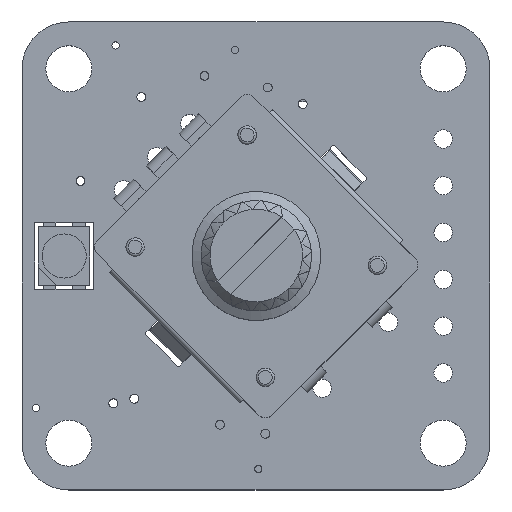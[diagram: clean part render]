
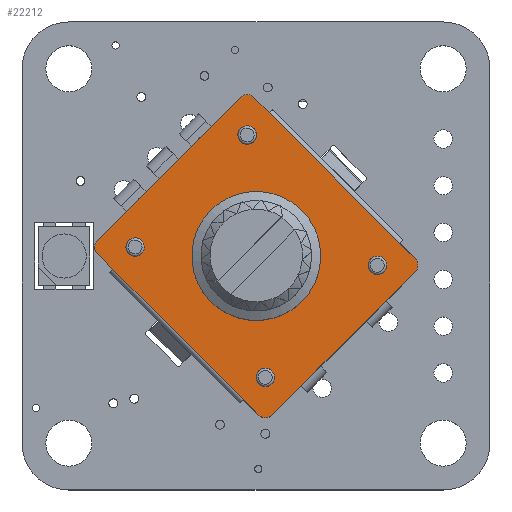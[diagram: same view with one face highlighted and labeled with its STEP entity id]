
A CAD part, top view. The second image highlights one B-rep face of the part: STEP entity #22212.
In plain terms, the highlighted planar face has unit normal (0, 0, 1).
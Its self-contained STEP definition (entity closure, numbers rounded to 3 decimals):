
#366=FACE_BOUND('',#3010,.T.);
#367=FACE_BOUND('',#3011,.T.);
#368=FACE_BOUND('',#3012,.T.);
#369=FACE_BOUND('',#3013,.T.);
#370=FACE_BOUND('',#3014,.T.);
#746=PLANE('',#23787);
#1749=FACE_OUTER_BOUND('',#3009,.T.);
#3009=EDGE_LOOP('',(#17153,#17154,#17155,#17156,#17157,#17158,#17159,#17160,
#17161,#17162,#17163,#17164));
#3010=EDGE_LOOP('',(#17165));
#3011=EDGE_LOOP('',(#17166));
#3012=EDGE_LOOP('',(#17167));
#3013=EDGE_LOOP('',(#17168));
#3014=EDGE_LOOP('',(#17169));
#4490=LINE('',#32679,#7035);
#4494=LINE('',#32686,#7039);
#4872=LINE('',#33594,#7417);
#4873=LINE('',#33599,#7418);
#4874=LINE('',#33602,#7419);
#4875=LINE('',#33603,#7420);
#4876=LINE('',#33605,#7421);
#4877=LINE('',#33609,#7422);
#7035=VECTOR('',#26589,1.2);
#7039=VECTOR('',#26595,1.2);
#7417=VECTOR('',#27377,10.);
#7418=VECTOR('',#27382,11.);
#7419=VECTOR('',#27385,1.2);
#7420=VECTOR('',#27386,10.);
#7421=VECTOR('',#27387,1.2);
#7422=VECTOR('',#27390,11.);
#9063=CIRCLE('',#23788,0.5);
#9064=CIRCLE('',#23789,0.5);
#9065=CIRCLE('',#23790,0.5);
#9066=CIRCLE('',#23791,0.5);
#9067=CIRCLE('',#23792,3.5);
#9068=CIRCLE('',#23793,0.5);
#9069=CIRCLE('',#23794,0.5);
#9070=CIRCLE('',#23795,0.5);
#9071=CIRCLE('',#23796,0.5);
#9953=VERTEX_POINT('',#32676);
#9954=VERTEX_POINT('',#32678);
#9955=VERTEX_POINT('',#32682);
#9956=VERTEX_POINT('',#32684);
#9961=VERTEX_POINT('',#32700);
#10284=VERTEX_POINT('',#33589);
#10285=VERTEX_POINT('',#33596);
#10286=VERTEX_POINT('',#33598);
#10287=VERTEX_POINT('',#33600);
#10288=VERTEX_POINT('',#33604);
#10289=VERTEX_POINT('',#33606);
#10290=VERTEX_POINT('',#33608);
#10291=VERTEX_POINT('',#33611);
#10292=VERTEX_POINT('',#33613);
#10293=VERTEX_POINT('',#33615);
#10294=VERTEX_POINT('',#33617);
#10295=VERTEX_POINT('',#33619);
#12313=EDGE_CURVE('',#9954,#9953,#4490,.T.);
#12317=EDGE_CURVE('',#9955,#9956,#4494,.T.);
#12775=EDGE_CURVE('',#9953,#9955,#4872,.T.);
#12776=EDGE_CURVE('',#9956,#10285,#9063,.T.);
#12777=EDGE_CURVE('',#10285,#10286,#4873,.T.);
#12778=EDGE_CURVE('',#10286,#10287,#9064,.T.);
#12779=EDGE_CURVE('',#10287,#10284,#4874,.T.);
#12780=EDGE_CURVE('',#9961,#10284,#4875,.T.);
#12781=EDGE_CURVE('',#9961,#10288,#4876,.T.);
#12782=EDGE_CURVE('',#10288,#10289,#9065,.T.);
#12783=EDGE_CURVE('',#10289,#10290,#4877,.T.);
#12784=EDGE_CURVE('',#10290,#9954,#9066,.T.);
#12785=EDGE_CURVE('',#10291,#10291,#9067,.T.);
#12786=EDGE_CURVE('',#10292,#10292,#9068,.T.);
#12787=EDGE_CURVE('',#10293,#10293,#9069,.T.);
#12788=EDGE_CURVE('',#10294,#10294,#9070,.T.);
#12789=EDGE_CURVE('',#10295,#10295,#9071,.T.);
#17153=ORIENTED_EDGE('',*,*,#12775,.T.);
#17154=ORIENTED_EDGE('',*,*,#12317,.T.);
#17155=ORIENTED_EDGE('',*,*,#12776,.T.);
#17156=ORIENTED_EDGE('',*,*,#12777,.T.);
#17157=ORIENTED_EDGE('',*,*,#12778,.T.);
#17158=ORIENTED_EDGE('',*,*,#12779,.T.);
#17159=ORIENTED_EDGE('',*,*,#12780,.F.);
#17160=ORIENTED_EDGE('',*,*,#12781,.T.);
#17161=ORIENTED_EDGE('',*,*,#12782,.T.);
#17162=ORIENTED_EDGE('',*,*,#12783,.T.);
#17163=ORIENTED_EDGE('',*,*,#12784,.T.);
#17164=ORIENTED_EDGE('',*,*,#12313,.T.);
#17165=ORIENTED_EDGE('',*,*,#12785,.F.);
#17166=ORIENTED_EDGE('',*,*,#12786,.F.);
#17167=ORIENTED_EDGE('',*,*,#12787,.F.);
#17168=ORIENTED_EDGE('',*,*,#12788,.F.);
#17169=ORIENTED_EDGE('',*,*,#12789,.F.);
#22212=ADVANCED_FACE('',(#1749,#366,#367,#368,#369,#370),#746,.T.);
#23787=AXIS2_PLACEMENT_3D('',#33595,#27378,#27379);
#23788=AXIS2_PLACEMENT_3D('',#33597,#27380,#27381);
#23789=AXIS2_PLACEMENT_3D('',#33601,#27383,#27384);
#23790=AXIS2_PLACEMENT_3D('',#33607,#27388,#27389);
#23791=AXIS2_PLACEMENT_3D('',#33610,#27391,#27392);
#23792=AXIS2_PLACEMENT_3D('',#33612,#27393,#27394);
#23793=AXIS2_PLACEMENT_3D('',#33614,#27395,#27396);
#23794=AXIS2_PLACEMENT_3D('',#33616,#27397,#27398);
#23795=AXIS2_PLACEMENT_3D('',#33618,#27399,#27400);
#23796=AXIS2_PLACEMENT_3D('',#33620,#27401,#27402);
#26589=DIRECTION('',(0.,-1.,0.));
#26595=DIRECTION('',(0.,-1.,0.));
#27377=DIRECTION('',(0.,-1.,0.));
#27378=DIRECTION('center_axis',(0.,0.,
1.));
#27379=DIRECTION('ref_axis',(1.,0.,0.));
#27380=DIRECTION('center_axis',(0.,0.,
1.));
#27381=DIRECTION('ref_axis',(-1.,0.,0.));
#27382=DIRECTION('',(1.,0.,0.));
#27383=DIRECTION('center_axis',(0.,0.,
1.));
#27384=DIRECTION('ref_axis',(0.,-1.,0.));
#27385=DIRECTION('',(0.,1.,0.));
#27386=DIRECTION('',(0.,-1.,0.));
#27387=DIRECTION('',(0.,1.,0.));
#27388=DIRECTION('center_axis',(0.,0.,
1.));
#27389=DIRECTION('ref_axis',(1.,0.,0.));
#27390=DIRECTION('',(-1.,0.,0.));
#27391=DIRECTION('center_axis',(0.,0.,
1.));
#27392=DIRECTION('ref_axis',(0.,1.,0.));
#27393=DIRECTION('center_axis',(0.,0.,
1.));
#27394=DIRECTION('ref_axis',(1.,0.,0.));
#27395=DIRECTION('center_axis',(0.,0.,
1.));
#27396=DIRECTION('ref_axis',(1.,0.,0.));
#27397=DIRECTION('center_axis',(0.,0.,
1.));
#27398=DIRECTION('ref_axis',(1.,0.,0.));
#27399=DIRECTION('center_axis',(0.,0.,
1.));
#27400=DIRECTION('ref_axis',(1.,0.,0.));
#27401=DIRECTION('center_axis',(0.,0.,
1.));
#27402=DIRECTION('ref_axis',(1.,0.,0.));
#32676=CARTESIAN_POINT('',(-5.995,5.025,6.5));
#32678=CARTESIAN_POINT('',(-5.995,6.225,6.5));
#32679=CARTESIAN_POINT('',(-5.995,6.225,6.5));
#32682=CARTESIAN_POINT('',(-5.995,-4.975,6.5));
#32684=CARTESIAN_POINT('',(-5.995,-6.175,6.5));
#32686=CARTESIAN_POINT('',(-5.995,-4.975,6.5));
#32700=CARTESIAN_POINT('',(6.005,5.025,6.5));
#33589=CARTESIAN_POINT('',(6.005,-4.975,6.5));
#33594=CARTESIAN_POINT('',(-5.995,5.025,6.5));
#33595=CARTESIAN_POINT('Origin',(0.005,0.025,
6.5));
#33596=CARTESIAN_POINT('',(-5.495,-6.675,6.5));
#33597=CARTESIAN_POINT('Origin',(-5.495,-6.175,6.5));
#33598=CARTESIAN_POINT('',(5.505,-6.675,6.5));
#33599=CARTESIAN_POINT('',(-5.495,-6.675,6.5));
#33600=CARTESIAN_POINT('',(6.005,-6.175,6.5));
#33601=CARTESIAN_POINT('Origin',(5.505,-6.175,6.5));
#33602=CARTESIAN_POINT('',(6.005,-6.175,6.5));
#33603=CARTESIAN_POINT('',(6.005,5.025,6.5));
#33604=CARTESIAN_POINT('',(6.005,6.225,6.5));
#33605=CARTESIAN_POINT('',(6.005,5.025,6.5));
#33606=CARTESIAN_POINT('',(5.505,6.725,6.5));
#33607=CARTESIAN_POINT('Origin',(5.505,6.225,6.5));
#33608=CARTESIAN_POINT('',(-5.495,6.725,6.5));
#33609=CARTESIAN_POINT('',(5.505,6.725,6.5));
#33610=CARTESIAN_POINT('Origin',(-5.495,6.225,6.5));
#33611=CARTESIAN_POINT('',(-3.495,0.025,6.5));
#33612=CARTESIAN_POINT('Origin',(0.005,0.025,
6.5));
#33613=CARTESIAN_POINT('',(-4.795,5.025,6.5));
#33614=CARTESIAN_POINT('Origin',(-4.295,5.025,6.5));
#33615=CARTESIAN_POINT('',(3.805,5.025,6.5));
#33616=CARTESIAN_POINT('Origin',(4.305,5.025,6.5));
#33617=CARTESIAN_POINT('',(-4.795,-4.975,6.5));
#33618=CARTESIAN_POINT('Origin',(-4.295,-4.975,6.5));
#33619=CARTESIAN_POINT('',(3.805,-4.975,6.5));
#33620=CARTESIAN_POINT('Origin',(4.305,-4.975,6.5));
